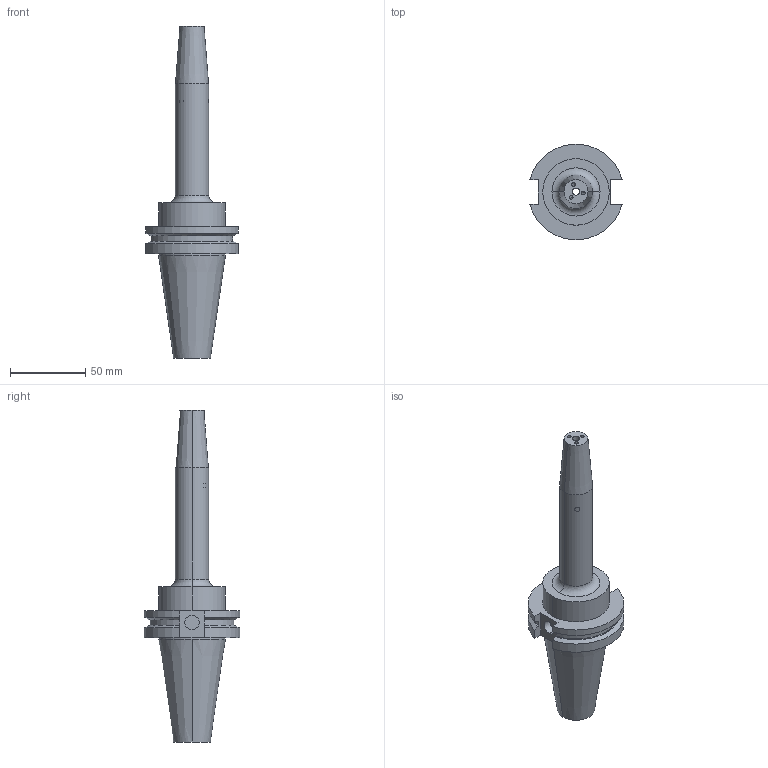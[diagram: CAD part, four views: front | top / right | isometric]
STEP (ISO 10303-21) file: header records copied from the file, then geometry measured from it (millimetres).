
FILE_DESCRIPTION (( 'STEP AP203' ), '1' );
FILE_NAME ('STP-SATE-46.651.53.600B.STEP', '2019-07-31T03:47:54', ( '' ), ( '' ), 'SwSTEP 2.0', 'SolidWorks 2017', '' );
FILE_SCHEMA (( 'CONFIG_CONTROL_DESIGN' ));
Length unit declared in the file: millimetre
Products named in the file (1): STP-SATE-46.651.53.600B
Bounding box: 61.35 x 63.26 x 220.65 mm (x, y, z)
Volume: 169702.9 mm3; surface area: 33118.7 mm2
Topology: 1 solids, 1 shells, 69 faces, 165 edges, 108 vertices
Faces by surface type: cylinder 36, plane 23, cone 8, torus 2
Entity records: 2382 total; most frequent: CARTESIAN_POINT 677, DIRECTION 343, ORIENTED_EDGE 330, EDGE_CURVE 165, AXIS2_PLACEMENT_3D 136, VERTEX_POINT 108, EDGE_LOOP 87, VECTOR 71
